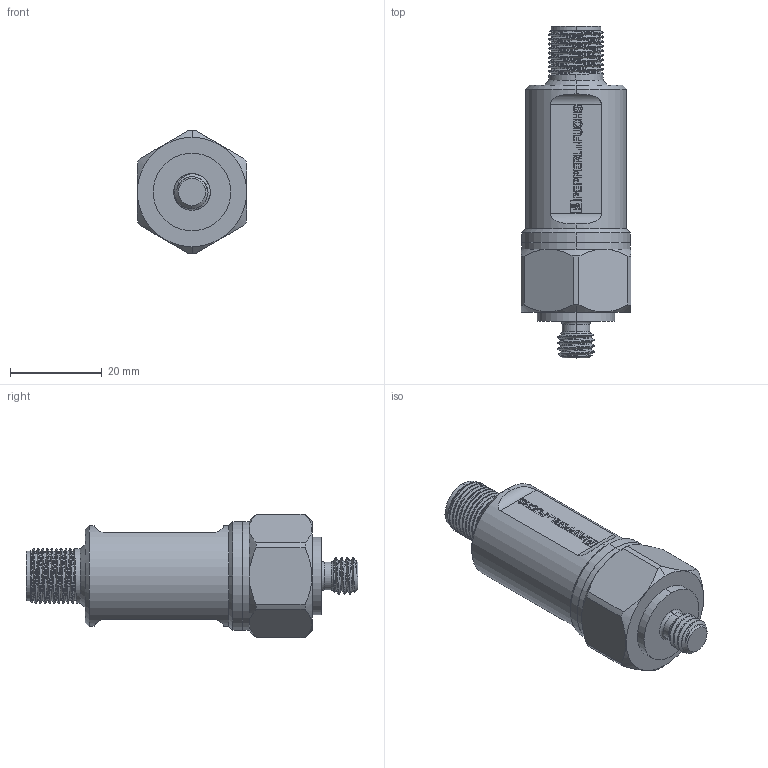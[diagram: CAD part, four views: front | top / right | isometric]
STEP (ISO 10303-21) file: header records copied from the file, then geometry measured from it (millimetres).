
FILE_DESCRIPTION((''),'2;1');
FILE_NAME('CAD-8068','2021-11-26T09:59:17',('creinig-se'),(''),'CREO PARAMETRIC BY PTC INC, 2019292','CREO PARAMETRIC BY PTC INC, 2019292','');
FILE_SCHEMA(('CONFIG_CONTROL_DESIGN','SHAPE_APPEARANCE_LAYERS_GROUPS'));
Length unit declared in the file: millimetre
Products named in the file (1): CAD-8068
Bounding box: 24 x 72.5 x 27 mm (x, y, z)
Volume: 21652.4 mm3; surface area: 6512.1 mm2
Topology: 1 solids, 3 shells, 813 faces, 2236 edges, 1485 vertices
Faces by surface type: plane 552, extrusion 140, cylinder 73, cone 23, torus 11, revolution 8, bspline 6
Entity records: 43222 total; most frequent: CARTESIAN_POINT 13768, ORIENTED_EDGE 4472, DIRECTION 3475, PRESENTATION_STYLE_ASSIGNMENT 2458, STYLED_ITEM 2245, CURVE_STYLE 2244, EDGE_CURVE 2236, VECTOR 1807
